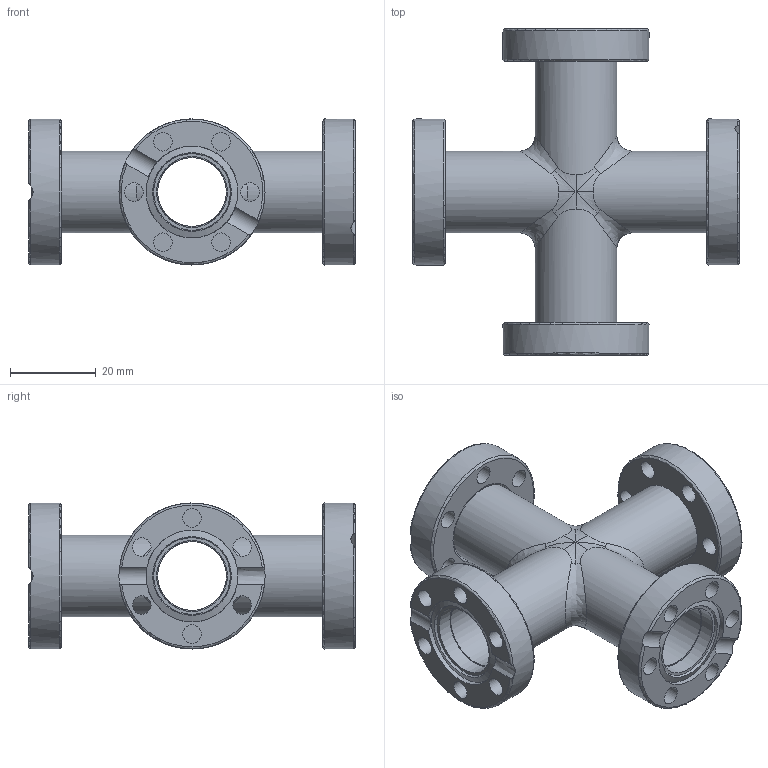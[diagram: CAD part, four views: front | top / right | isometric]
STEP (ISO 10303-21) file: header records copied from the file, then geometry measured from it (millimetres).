
FILE_DESCRIPTION((''),'2;1');
FILE_NAME('X16R-304.stp','2009-04-30T15:26:01',('hasers'),(''),'Autodesk Inventor 2008','Autodesk Inventor 2008','');
FILE_SCHEMA(('AUTOMOTIVE_DESIGN { 1 0 10303 214 1 1 1 1 }'));
Length unit declared in the file: millimetre
Products named in the file (5): X16R-304; Rohre [Subject [Summary]=T-Collar][Keywords [Summary]=1.4404][Title [Summary]=X16-CF]; CF-07 [Keywords [Summary]=1.4301][Company [Summary]=Vacom][Title [Summary]=F16B19]; CF-R [Subject [Summary]=-304][Title [Summary]=F16RIB19]; CF-R [Subject [Summary]=-304][Title [Summary]=F16RO]
Assembly tree (7 placements, depth 2):
  X16R-304
    Rohre [Subject [Summary]=T-Collar][Keywords [Summary]=1.4404][Title [Summary]=X16-CF]
    CF-07 [Keywords [Summary]=1.4301][Company [Summary]=Vacom][Title [Summary]=F16B19]  x2
    CF-R [Subject [Summary]=-304][Title [Summary]=F16RIB19]  x2
    CF-R [Subject [Summary]=-304][Title [Summary]=F16RO]  x2
Bounding box: 76 x 76 x 33.99 mm (x, y, z)
Volume: 25782.8 mm3; surface area: 26045 mm2
Topology: 7 solids, 7 shells, 164 faces, 425 edges, 277 vertices
Faces by surface type: bspline 80, cylinder 28, plane 24, torus 22, cone 10
Full cylindrical faces by diameter (mm): 16 x4, 16.5 x2, 19 x4, 19.1 x2, 21.3 x2, 21.4 x2, 22 x2, 34 x4
Entity records: 9083 total; most frequent: CARTESIAN_POINT 6808, ORIENTED_EDGE 420, DIRECTION 372, EDGE_CURVE 210, EDGE_LOOP 188, AXIS2_PLACEMENT_3D 182, VERTEX_POINT 154, FACE_OUTER_BOUND 108
